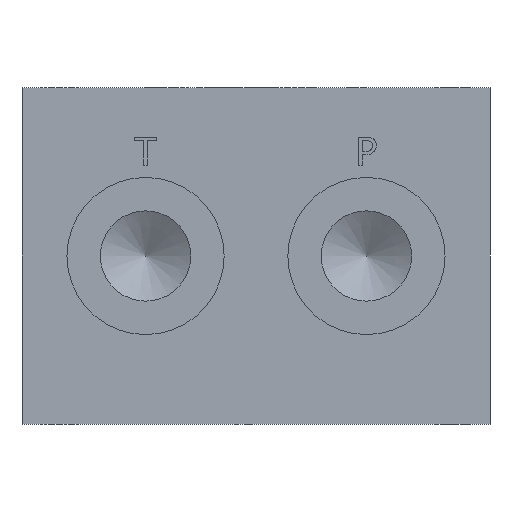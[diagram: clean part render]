
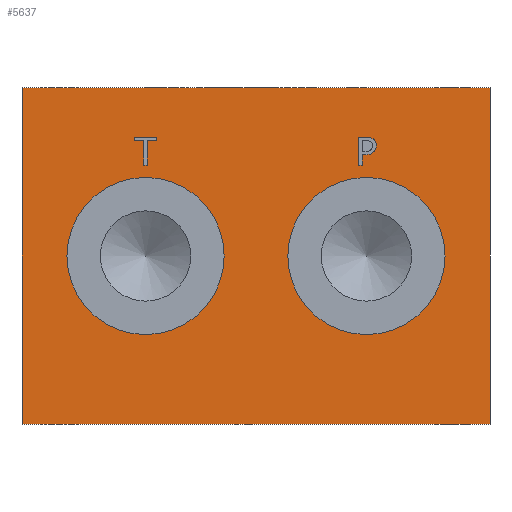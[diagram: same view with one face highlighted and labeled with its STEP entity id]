
A CAD part, front view. The second image highlights one B-rep face of the part: STEP entity #5637.
In plain terms, the highlighted planar face has unit normal (0, -1, 0).
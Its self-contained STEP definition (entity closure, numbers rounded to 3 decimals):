
#1854=CARTESIAN_POINT('',(0.0,0.0,90.0));
#1855=VERTEX_POINT('',#1854);
#1863=CARTESIAN_POINT('',(0.0,0.0,0.0));
#1864=VERTEX_POINT('',#1863);
#1871=CARTESIAN_POINT('',(0.0,0.0,0.0));
#1872=DIRECTION('',(0.0,0.0,1.0));
#1873=VECTOR('',#1872,90.0);
#1874=LINE('',#1871,#1873);
#1875=EDGE_CURVE('',#1864,#1855,#1874,.T.);
#5199=CARTESIAN_POINT('',(94.656,0.0,74.489));
#5200=VERTEX_POINT('',#5199);
#5207=CARTESIAN_POINT('',(93.763,0.0,76.282));
#5208=VERTEX_POINT('',#5207);
#5209=CARTESIAN_POINT('',(93.763,0.0,76.282));
#5210=CARTESIAN_POINT('',(94.182,0.0,75.996));
#5211=CARTESIAN_POINT('',(94.656,0.0,75.115));
#5212=CARTESIAN_POINT('',(94.656,0.0,74.489));
#5213=QUASI_UNIFORM_CURVE('',2,(#5209,#5210,#5211,#5212),.UNSPECIFIED.,.F.,.U.);
#5214=EDGE_CURVE('',#5208,#5200,#5213,.T.);
#5244=CARTESIAN_POINT('',(91.799,0.0,76.75));
#5245=VERTEX_POINT('',#5244);
#5246=CARTESIAN_POINT('',(91.799,0.0,76.75));
#5247=CARTESIAN_POINT('',(92.468,0.0,76.75));
#5248=CARTESIAN_POINT('',(93.404,0.0,76.531));
#5249=CARTESIAN_POINT('',(93.763,0.0,76.282));
#5250=QUASI_UNIFORM_CURVE('',2,(#5246,#5247,#5248,#5249),.UNSPECIFIED.,.F.,.U.);
#5251=EDGE_CURVE('',#5245,#5208,#5250,.T.);
#5276=CARTESIAN_POINT('',(89.915,0.0,76.75));
#5277=VERTEX_POINT('',#5276);
#5278=CARTESIAN_POINT('',(89.915,0.0,76.75));
#5279=DIRECTION('',(1.0,0.0,0.0));
#5280=VECTOR('',#5279,1.884);
#5281=LINE('',#5278,#5280);
#5282=EDGE_CURVE('',#5277,#5245,#5281,.T.);
#5307=CARTESIAN_POINT('',(89.915,0.0,69.25));
#5308=VERTEX_POINT('',#5307);
#5309=CARTESIAN_POINT('',(89.915,0.0,69.25));
#5310=DIRECTION('',(0.0,0.0,1.0));
#5311=VECTOR('',#5310,7.5);
#5312=LINE('',#5309,#5311);
#5313=EDGE_CURVE('',#5308,#5277,#5312,.T.);
#5338=CARTESIAN_POINT('',(90.912,0.0,69.25));
#5339=VERTEX_POINT('',#5338);
#5340=CARTESIAN_POINT('',(90.912,0.0,69.25));
#5341=DIRECTION('',(-1.0,0.0,0.0));
#5342=VECTOR('',#5341,0.997);
#5343=LINE('',#5340,#5342);
#5344=EDGE_CURVE('',#5339,#5308,#5343,.T.);
#5369=CARTESIAN_POINT('',(90.912,0.0,72.046));
#5370=VERTEX_POINT('',#5369);
#5371=CARTESIAN_POINT('',(90.912,0.0,72.046));
#5372=DIRECTION('',(0.0,0.0,-1.0));
#5373=VECTOR('',#5372,2.796);
#5374=LINE('',#5371,#5373);
#5375=EDGE_CURVE('',#5370,#5339,#5374,.T.);
#5400=CARTESIAN_POINT('',(91.757,0.0,72.046));
#5401=VERTEX_POINT('',#5400);
#5402=CARTESIAN_POINT('',(91.757,0.0,72.046));
#5403=DIRECTION('',(-1.0,0.0,0.0));
#5404=VECTOR('',#5403,0.845);
#5405=LINE('',#5402,#5404);
#5406=EDGE_CURVE('',#5401,#5370,#5405,.T.);
#5436=CARTESIAN_POINT('',(94.,0.0,72.824));
#5437=VERTEX_POINT('',#5436);
#5438=CARTESIAN_POINT('',(94.,0.0,72.824));
#5439=CARTESIAN_POINT('',(93.611,0.0,72.441));
#5440=CARTESIAN_POINT('',(92.559,0.0,72.046));
#5441=CARTESIAN_POINT('',(91.757,0.0,72.046));
#5442=QUASI_UNIFORM_CURVE('',2,(#5438,#5439,#5440,#5441),.UNSPECIFIED.,.F.,.U.);
#5443=EDGE_CURVE('',#5437,#5401,#5442,.T.);
#5471=CARTESIAN_POINT('',(94.656,0.0,74.489));
#5472=CARTESIAN_POINT('',(94.656,0.0,74.003));
#5473=CARTESIAN_POINT('',(94.31,0.0,73.128));
#5474=CARTESIAN_POINT('',(94.,0.0,72.824));
#5475=QUASI_UNIFORM_CURVE('',2,(#5471,#5472,#5473,#5474),.UNSPECIFIED.,.F.,.U.);
#5476=EDGE_CURVE('',#5200,#5437,#5475,.T.);
#5508=CARTESIAN_POINT('',(125.0,0.0,0.0));
#5509=DIRECTION('',(0.0,-1.0,0.0));
#5510=DIRECTION('',(0.0,0.0,-1.0));
#5511=AXIS2_PLACEMENT_3D('',#5508,#5509,#5510);
#5512=PLANE('',#5511);
#5513=CARTESIAN_POINT('',(125.0,0.0,90.0));
#5514=VERTEX_POINT('',#5513);
#5515=CARTESIAN_POINT('',(125.0,0.0,90.0));
#5516=DIRECTION('',(-1.0,0.0,0.0));
#5517=VECTOR('',#5516,125.0);
#5518=LINE('',#5515,#5517);
#5519=EDGE_CURVE('',#5514,#1855,#5518,.T.);
#5520=ORIENTED_EDGE('',*,*,#5519,.T.);
#5521=ORIENTED_EDGE('',*,*,#1875,.F.);
#5522=CARTESIAN_POINT('',(125.0,0.0,0.0));
#5523=VERTEX_POINT('',#5522);
#5524=CARTESIAN_POINT('',(0.0,0.0,0.0));
#5525=DIRECTION('',(1.0,0.0,0.0));
#5526=VECTOR('',#5525,125.0);
#5527=LINE('',#5524,#5526);
#5528=EDGE_CURVE('',#1864,#5523,#5527,.T.);
#5529=ORIENTED_EDGE('',*,*,#5528,.T.);
#5530=CARTESIAN_POINT('',(125.0,0.0,0.0));
#5531=DIRECTION('',(0.0,0.0,1.0));
#5532=VECTOR('',#5531,90.0);
#5533=LINE('',#5530,#5532);
#5534=EDGE_CURVE('',#5523,#5514,#5533,.T.);
#5535=ORIENTED_EDGE('',*,*,#5534,.T.);
#5536=EDGE_LOOP('',(#5520,#5521,#5529,#5535));
#5537=FACE_OUTER_BOUND('',#5536,.T.);
#5538=CARTESIAN_POINT('',(54.0,0.0,45.0));
#5539=VERTEX_POINT('',#5538);
#5540=CARTESIAN_POINT('',(33.0,0.0,45.0));
#5541=DIRECTION('',(0.0,1.0,0.0));
#5542=DIRECTION('',(1.0,0.0,0.0));
#5543=AXIS2_PLACEMENT_3D('',#5540,#5541,#5542);
#5544=CIRCLE('',#5543,21.0);
#5545=EDGE_CURVE('',#5539,#5539,#5544,.T.);
#5546=ORIENTED_EDGE('',*,*,#5545,.T.);
#5547=EDGE_LOOP('',(#5546));
#5548=FACE_BOUND('',#5547,.T.);
#5549=CARTESIAN_POINT('',(113.0,0.0,45.0));
#5550=VERTEX_POINT('',#5549);
#5551=CARTESIAN_POINT('',(92.,0.0,45.0));
#5552=DIRECTION('',(0.0,1.0,0.0));
#5553=DIRECTION('',(1.0,0.0,0.0));
#5554=AXIS2_PLACEMENT_3D('',#5551,#5552,#5553);
#5555=CIRCLE('',#5554,21.0);
#5556=EDGE_CURVE('',#5550,#5550,#5555,.T.);
#5557=ORIENTED_EDGE('',*,*,#5556,.T.);
#5558=EDGE_LOOP('',(#5557));
#5559=FACE_BOUND('',#5558,.T.);
#5560=CARTESIAN_POINT('',(33.492,0.0,69.25));
#5561=VERTEX_POINT('',#5560);
#5562=CARTESIAN_POINT('',(32.496,0.0,69.25));
#5563=VERTEX_POINT('',#5562);
#5564=CARTESIAN_POINT('',(33.492,0.0,69.25));
#5565=DIRECTION('',(-1.0,0.0,0.0));
#5566=VECTOR('',#5565,0.997);
#5567=LINE('',#5564,#5566);
#5568=EDGE_CURVE('',#5561,#5563,#5567,.T.);
#5569=ORIENTED_EDGE('',*,*,#5568,.T.);
#5570=CARTESIAN_POINT('',(32.496,0.0,75.863));
#5571=VERTEX_POINT('',#5570);
#5572=CARTESIAN_POINT('',(32.496,0.0,69.25));
#5573=DIRECTION('',(0.0,0.0,1.0));
#5574=VECTOR('',#5573,6.613);
#5575=LINE('',#5572,#5574);
#5576=EDGE_CURVE('',#5563,#5571,#5575,.T.);
#5577=ORIENTED_EDGE('',*,*,#5576,.T.);
#5578=CARTESIAN_POINT('',(29.979,0.0,75.863));
#5579=VERTEX_POINT('',#5578);
#5580=CARTESIAN_POINT('',(32.496,0.0,75.863));
#5581=DIRECTION('',(-1.0,0.0,0.0));
#5582=VECTOR('',#5581,2.516);
#5583=LINE('',#5580,#5582);
#5584=EDGE_CURVE('',#5571,#5579,#5583,.T.);
#5585=ORIENTED_EDGE('',*,*,#5584,.T.);
#5586=CARTESIAN_POINT('',(29.979,0.0,76.75));
#5587=VERTEX_POINT('',#5586);
#5588=CARTESIAN_POINT('',(29.979,0.0,75.863));
#5589=DIRECTION('',(0.0,0.0,1.0));
#5590=VECTOR('',#5589,0.887);
#5591=LINE('',#5588,#5590);
#5592=EDGE_CURVE('',#5579,#5587,#5591,.T.);
#5593=ORIENTED_EDGE('',*,*,#5592,.T.);
#5594=CARTESIAN_POINT('',(36.009,0.0,76.75));
#5595=VERTEX_POINT('',#5594);
#5596=CARTESIAN_POINT('',(29.979,0.0,76.75));
#5597=DIRECTION('',(1.0,0.0,0.0));
#5598=VECTOR('',#5597,6.029);
#5599=LINE('',#5596,#5598);
#5600=EDGE_CURVE('',#5587,#5595,#5599,.T.);
#5601=ORIENTED_EDGE('',*,*,#5600,.T.);
#5602=CARTESIAN_POINT('',(36.009,0.0,75.863));
#5603=VERTEX_POINT('',#5602);
#5604=CARTESIAN_POINT('',(36.009,0.0,76.75));
#5605=DIRECTION('',(0.0,0.0,-1.0));
#5606=VECTOR('',#5605,0.887);
#5607=LINE('',#5604,#5606);
#5608=EDGE_CURVE('',#5595,#5603,#5607,.T.);
#5609=ORIENTED_EDGE('',*,*,#5608,.T.);
#5610=CARTESIAN_POINT('',(33.492,0.0,75.863));
#5611=VERTEX_POINT('',#5610);
#5612=CARTESIAN_POINT('',(36.009,0.0,75.863));
#5613=DIRECTION('',(-1.0,0.0,0.0));
#5614=VECTOR('',#5613,2.516);
#5615=LINE('',#5612,#5614);
#5616=EDGE_CURVE('',#5603,#5611,#5615,.T.);
#5617=ORIENTED_EDGE('',*,*,#5616,.T.);
#5618=CARTESIAN_POINT('',(33.492,0.0,75.863));
#5619=DIRECTION('',(0.0,0.0,-1.0));
#5620=VECTOR('',#5619,6.613);
#5621=LINE('',#5618,#5620);
#5622=EDGE_CURVE('',#5611,#5561,#5621,.T.);
#5623=ORIENTED_EDGE('',*,*,#5622,.T.);
#5624=EDGE_LOOP('',(#5569,#5577,#5585,#5593,#5601,#5609,#5617,#5623));
#5625=FACE_BOUND('',#5624,.T.);
#5626=ORIENTED_EDGE('',*,*,#5214,.T.);
#5627=ORIENTED_EDGE('',*,*,#5476,.T.);
#5628=ORIENTED_EDGE('',*,*,#5443,.T.);
#5629=ORIENTED_EDGE('',*,*,#5406,.T.);
#5630=ORIENTED_EDGE('',*,*,#5375,.T.);
#5631=ORIENTED_EDGE('',*,*,#5344,.T.);
#5632=ORIENTED_EDGE('',*,*,#5313,.T.);
#5633=ORIENTED_EDGE('',*,*,#5282,.T.);
#5634=ORIENTED_EDGE('',*,*,#5251,.T.);
#5635=EDGE_LOOP('',(#5626,#5627,#5628,#5629,#5630,#5631,#5632,#5633,#5634));
#5636=FACE_BOUND('',#5635,.T.);
#5637=ADVANCED_FACE('',(#5537,#5548,#5559,#5625,#5636),#5512,.T.);
